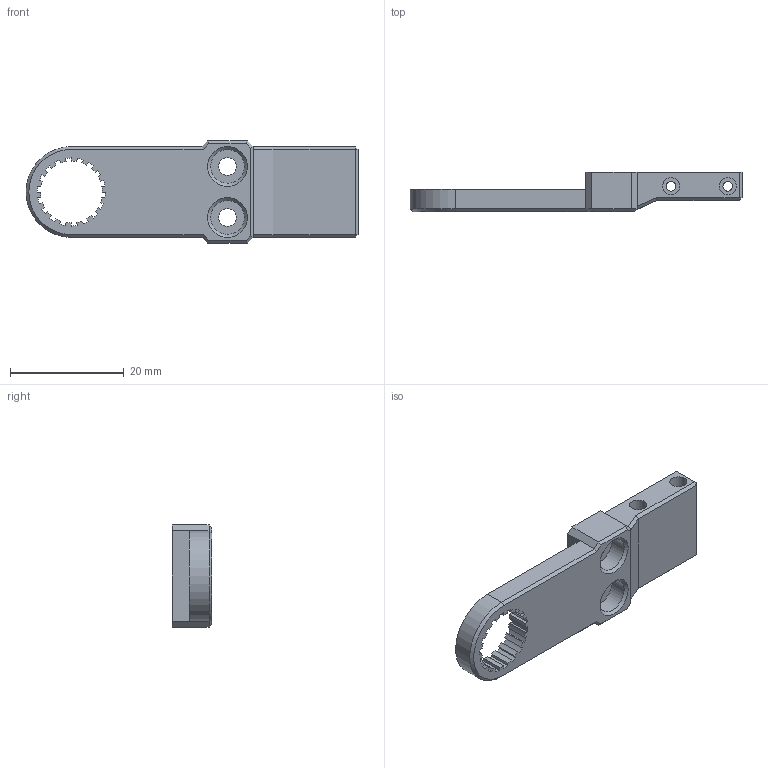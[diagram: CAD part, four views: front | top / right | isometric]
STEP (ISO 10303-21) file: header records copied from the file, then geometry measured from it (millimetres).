
FILE_DESCRIPTION(/* description */ (''),/* implementation_level */ '2;1');
FILE_NAME(/* name */ 'bearing_side.step',/* time_stamp */ '2022-11-19T11:49:04-06:00',/* author */ (''),/* organization */ (''),/* preprocessor_version */ 'ST-DEVELOPER v19.2',/* originating_system */ 'Autodesk Translation Framework v11.17.0.187',/* authorisation */ '');
FILE_SCHEMA (('AUTOMOTIVE_DESIGN { 1 0 10303 214 3 1 1 }'));
Length unit declared in the file: millimetre
Products named in the file (1): bearing_side
Bounding box: 58.5 x 7 x 18 mm (x, y, z)
Volume: 3606.5 mm3; surface area: 2958.4 mm2
Topology: 1 solids, 1 shells, 133 faces, 352 edges, 228 vertices
Faces by surface type: plane 83, cylinder 47, cone 3
Full cylindrical faces by diameter (mm): 1.7 x2, 3 x4, 3.1 x2, 6 x2
Entity records: 4158 total; most frequent: DIRECTION 719, CARTESIAN_POINT 714, ORIENTED_EDGE 704, EDGE_CURVE 352, LINE 253, VECTOR 253, AXIS2_PLACEMENT_3D 233, VERTEX_POINT 228
